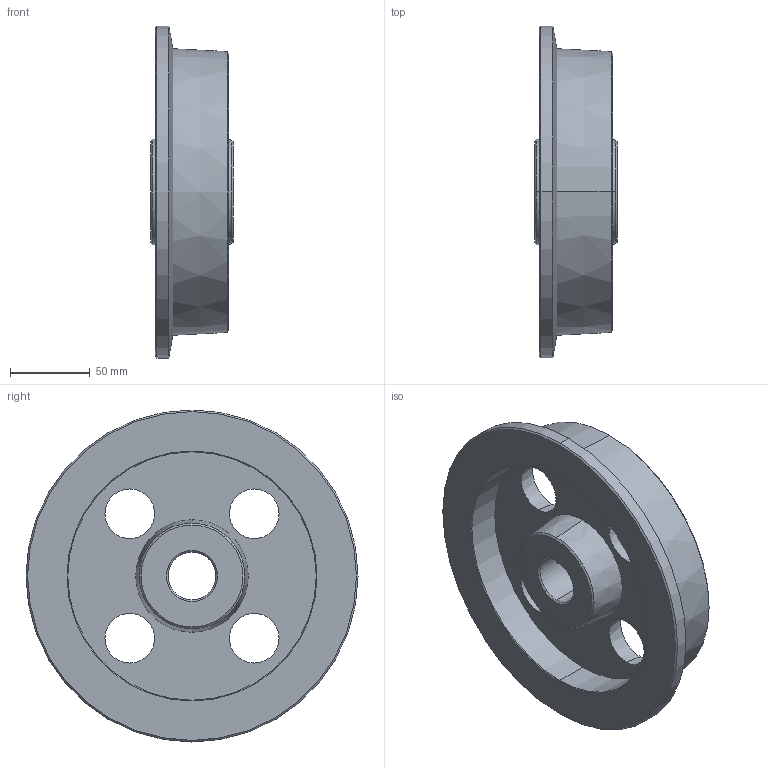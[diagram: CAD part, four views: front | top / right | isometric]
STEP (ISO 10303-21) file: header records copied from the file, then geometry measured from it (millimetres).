
FILE_DESCRIPTION (( 'STEP AP214' ), '1' );
FILE_NAME ('0023925.step', '2021-07-02T10:43:44', ( 'Windows-Benutzer' ), ( '' ), 'SwSTEP 2.0', 'SolidWorks 2020', '' );
FILE_SCHEMA (( 'AUTOMOTIVE_DESIGN' ));
Length unit declared in the file: millimetre
Products named in the file (1): 0023925
Bounding box: 52 x 208.5 x 208.5 mm (x, y, z)
Volume: 660677.4 mm3; surface area: 117290.1 mm2
Topology: 1 solids, 1 shells, 49 faces, 111 edges, 68 vertices
Faces by surface type: cone 32, plane 9, cylinder 8
Entity records: 1504 total; most frequent: CARTESIAN_POINT 304, DIRECTION 267, ORIENTED_EDGE 222, AXIS2_PLACEMENT_3D 111, EDGE_CURVE 111, VERTEX_POINT 68, EDGE_LOOP 65, CIRCLE 61
